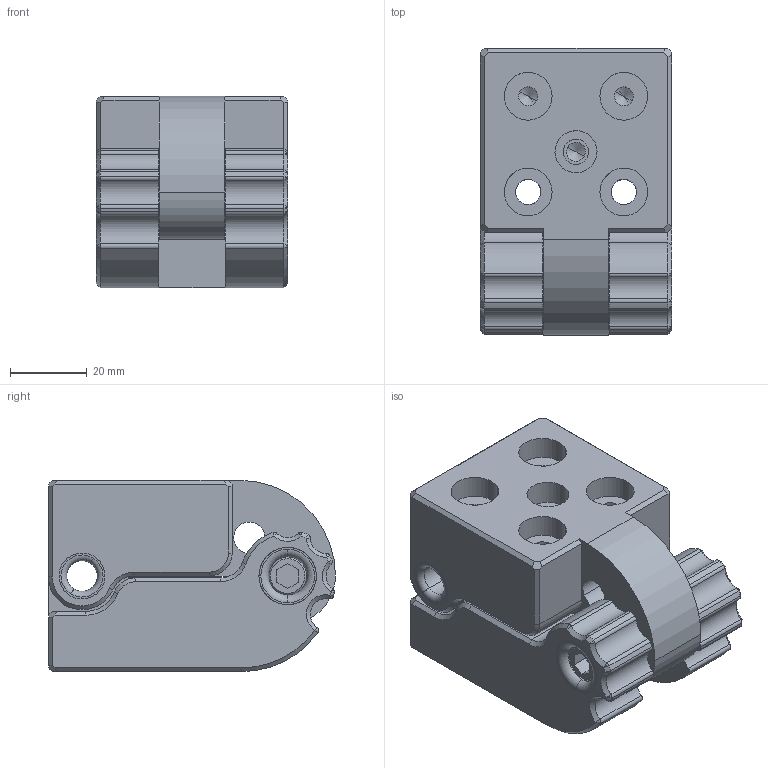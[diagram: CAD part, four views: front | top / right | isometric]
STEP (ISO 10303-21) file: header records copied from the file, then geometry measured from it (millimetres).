
FILE_DESCRIPTION(('CATIA V5 STEP'),'2;1');
FILE_NAME('SM5523N_DOPPELGELENK_50x50x75.stp','2011-03-15T12:24:44+00:00',('none'),('none'),'CATIA Version 5 Release 19 SP 3 (IN-10)','CATIA V5 STEP AP214','none');
FILE_SCHEMA(('AUTOMOTIVE_DESIGN { 1 0 10303 214 1 1 1 1 }'));
Length unit declared in the file: millimetre
Products named in the file (10): SM5523N_DOPPELGELENK_50x50x75; SM5523N__00_000_____HAUPTADAPTER; SM5523N__00_001_____UNTERTEIL; SM5523N__00_002_____OBERTEIL; 005_SCHWERTBOLZEN; LT_BOHRBUCHSE_DIN179_A_8X12; LT_BOHRBUCHSE_DIN179_A_10X12; LT_BOHRBUCHSE_DIN179_B_8X20; LT_BOHRBUCHSE_DIN179_A_6X10; KA089733_2_0003_0_ACHSBOLZEN
Assembly tree (10 placements, depth 2):
  SM5523N_DOPPELGELENK_50x50x75
    SM5523N__00_000_____HAUPTADAPTER
    SM5523N__00_001_____UNTERTEIL
    SM5523N__00_002_____OBERTEIL
    005_SCHWERTBOLZEN
    LT_BOHRBUCHSE_DIN179_A_8X12  x2
    LT_BOHRBUCHSE_DIN179_A_10X12
    LT_BOHRBUCHSE_DIN179_B_8X20
    LT_BOHRBUCHSE_DIN179_A_6X10
    KA089733_2_0003_0_ACHSBOLZEN
Bounding box: 50 x 75 x 50 mm (x, y, z)
Volume: 133224 mm3; surface area: 42979.1 mm2
Topology: 9 solids, 9 shells, 353 faces, 865 edges, 520 vertices
Faces by surface type: cylinder 155, plane 102, cone 80, torus 12, sphere 4
Entity records: 10329 total; most frequent: CARTESIAN_POINT 1767, ORIENTED_EDGE 1634, DIRECTION 1338, EDGE_CURVE 817, AXIS2_PLACEMENT_3D 663, VERTEX_POINT 508, EDGE_LOOP 397, VECTOR 395
